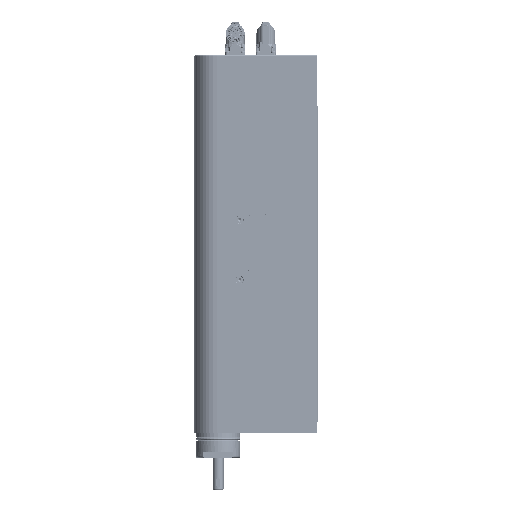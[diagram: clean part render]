
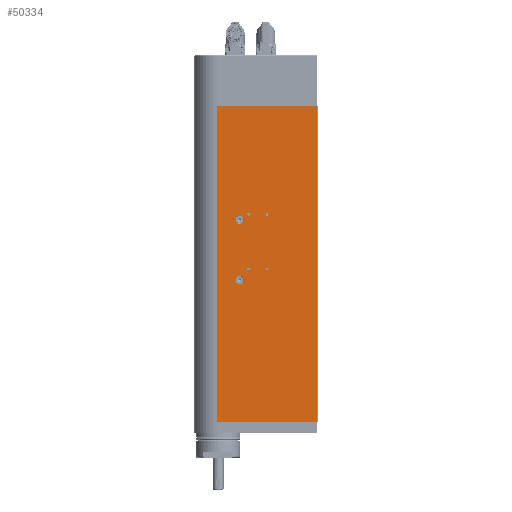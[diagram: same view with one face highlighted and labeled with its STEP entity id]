
A CAD part, front view. The second image highlights one B-rep face of the part: STEP entity #50334.
In plain terms, the highlighted planar face has unit normal (0, -1, 0).
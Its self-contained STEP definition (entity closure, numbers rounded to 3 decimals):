
#2415 = DIRECTION ( 'NONE',  ( 0., 0., -1. ) ) ;
#2587 = DIRECTION ( 'NONE',  ( 0., 0., 1. ) ) ;
#4065 = CARTESIAN_POINT ( 'NONE',  ( -18., -25., 151.6 ) ) ;
#6100 = CIRCLE ( 'NONE', #52307, 1.65 ) ;
#6845 = EDGE_LOOP ( 'NONE', ( #37114, #143992, #136435, #77948 ) ) ;
#11890 = CARTESIAN_POINT ( 'NONE',  ( 67., -25., 0. ) ) ;
#14459 = VECTOR ( 'NONE', #26657, 1000. ) ;
#16309 = DIRECTION ( 'NONE',  ( 0., -1., 0. ) ) ;
#17620 = VERTEX_POINT ( 'NONE', #4065 ) ;
#19927 = EDGE_CURVE ( 'NONE', #110010, #151840, #65549, .T. ) ;
#20017 = CARTESIAN_POINT ( 'NONE',  ( -42.5, -25., 0. ) ) ;
#21537 = LINE ( 'NONE', #159518, #124387 ) ;
#26657 = DIRECTION ( 'NONE',  ( 0., 0., 1. ) ) ;
#29729 = FACE_BOUND ( 'NONE', #176469, .T. ) ;
#30970 = DIRECTION ( 'NONE',  ( 1., 0., 0. ) ) ;
#32868 = CIRCLE ( 'NONE', #156691, 1.65 ) ;
#35649 = VERTEX_POINT ( 'NONE', #143907 ) ;
#36218 = EDGE_CURVE ( 'NONE', #172856, #110634, #120741, .T. ) ;
#36724 = VECTOR ( 'NONE', #30970, 1000. ) ;
#37114 = ORIENTED_EDGE ( 'NONE', *, *, #108033, .T. ) ;
#39234 = DIRECTION ( 'NONE',  ( 0., -1., 0. ) ) ;
#39694 = ORIENTED_EDGE ( 'NONE', *, *, #42352, .F. ) ;
#40716 = ORIENTED_EDGE ( 'NONE', *, *, #154201, .F. ) ;
#41117 = CIRCLE ( 'NONE', #176514, 4.4 ) ;
#42352 = EDGE_CURVE ( 'NONE', #17620, #17620, #76940, .T. ) ;
#45965 = FACE_BOUND ( 'NONE', #161524, .T. ) ;
#50334 = ADVANCED_FACE ( 'NONE', ( #143342, #98326, #154198, #45965, #29729, #84822, #128914 ), #167713, .F. ) ;
#52307 = AXIS2_PLACEMENT_3D ( 'NONE', #141765, #99400, #61526 ) ;
#53203 = ORIENTED_EDGE ( 'NONE', *, *, #144540, .F. ) ;
#53921 = AXIS2_PLACEMENT_3D ( 'NONE', #82096, #78537, #137021 ) ;
#55020 = AXIS2_PLACEMENT_3D ( 'NONE', #99216, #139787, #2587 ) ;
#55263 = DIRECTION ( 'NONE',  ( 0., 0., -1. ) ) ;
#57059 = CIRCLE ( 'NONE', #157768, 1.65 ) ;
#57112 = ORIENTED_EDGE ( 'NONE', *, *, #169478, .F. ) ;
#58821 = CARTESIAN_POINT ( 'NONE',  ( 12., -25., 168. ) ) ;
#61526 = DIRECTION ( 'NONE',  ( 0., 0., -1. ) ) ;
#63101 = DIRECTION ( 'NONE',  ( 0., 0., -1. ) ) ;
#65549 = LINE ( 'NONE', #151139, #14459 ) ;
#65607 = CARTESIAN_POINT ( 'NONE',  ( 12., -25., 226.35 ) ) ;
#68967 = CARTESIAN_POINT ( 'NONE',  ( 67., -25., 347. ) ) ;
#72934 = EDGE_CURVE ( 'NONE', #172856, #151840, #21537, .T. ) ;
#74497 = VECTOR ( 'NONE', #63101, 1000. ) ;
#74747 = EDGE_LOOP ( 'NONE', ( #170332 ) ) ;
#74757 = CARTESIAN_POINT ( 'NONE',  ( 12., -25., 166.35 ) ) ;
#75665 = ORIENTED_EDGE ( 'NONE', *, *, #105724, .F. ) ;
#76940 = CIRCLE ( 'NONE', #122992, 4.4 ) ;
#77948 = ORIENTED_EDGE ( 'NONE', *, *, #36218, .T. ) ;
#78537 = DIRECTION ( 'NONE',  ( 0., -1., 0. ) ) ;
#80246 = EDGE_LOOP ( 'NONE', ( #39694 ) ) ;
#81678 = DIRECTION ( 'NONE',  ( 0., 0., -1. ) ) ;
#82096 = CARTESIAN_POINT ( 'NONE',  ( 12., -25., 228. ) ) ;
#82628 = CIRCLE ( 'NONE', #53921, 1.65 ) ;
#83464 = EDGE_CURVE ( 'NONE', #137833, #137833, #6100, .T. ) ;
#84822 = FACE_BOUND ( 'NONE', #80246, .T. ) ;
#92447 = EDGE_LOOP ( 'NONE', ( #40716 ) ) ;
#98326 = FACE_BOUND ( 'NONE', #177501, .T. ) ;
#99216 = CARTESIAN_POINT ( 'NONE',  ( -67.5, -25., 347. ) ) ;
#99400 = DIRECTION ( 'NONE',  ( 0., -1., 0. ) ) ;
#99560 = LINE ( 'NONE', #154523, #36724 ) ;
#105724 = EDGE_CURVE ( 'NONE', #150305, #150305, #82628, .T. ) ;
#108033 = EDGE_CURVE ( 'NONE', #110634, #110010, #99560, .T. ) ;
#110010 = VERTEX_POINT ( 'NONE', #11890 ) ;
#110634 = VERTEX_POINT ( 'NONE', #20017 ) ;
#111733 = CARTESIAN_POINT ( 'NONE',  ( -18., -25., 217.6 ) ) ;
#119270 = CARTESIAN_POINT ( 'NONE',  ( -8., -25., 228. ) ) ;
#120741 = LINE ( 'NONE', #159512, #74497 ) ;
#121692 = CARTESIAN_POINT ( 'NONE',  ( -8., -25., 166.35 ) ) ;
#121958 = DIRECTION ( 'NONE',  ( 0., 0., -1. ) ) ;
#122992 = AXIS2_PLACEMENT_3D ( 'NONE', #123444, #126100, #2415 ) ;
#123444 = CARTESIAN_POINT ( 'NONE',  ( -18., -25., 156. ) ) ;
#124387 = VECTOR ( 'NONE', #173945, 1000. ) ;
#126100 = DIRECTION ( 'NONE',  ( 0., -1., 0. ) ) ;
#128914 = FACE_OUTER_BOUND ( 'NONE', #6845, .T. ) ;
#136435 = ORIENTED_EDGE ( 'NONE', *, *, #72934, .F. ) ;
#137021 = DIRECTION ( 'NONE',  ( 0., 0., -1. ) ) ;
#137833 = VERTEX_POINT ( 'NONE', #121692 ) ;
#139787 = DIRECTION ( 'NONE',  ( 0., 1., 0. ) ) ;
#141448 = VERTEX_POINT ( 'NONE', #111733 ) ;
#141765 = CARTESIAN_POINT ( 'NONE',  ( -8., -25., 168. ) ) ;
#143342 = FACE_BOUND ( 'NONE', #74747, .T. ) ;
#143907 = CARTESIAN_POINT ( 'NONE',  ( -8., -25., 226.35 ) ) ;
#143992 = ORIENTED_EDGE ( 'NONE', *, *, #19927, .T. ) ;
#144540 = EDGE_CURVE ( 'NONE', #141448, #141448, #41117, .T. ) ;
#146747 = VERTEX_POINT ( 'NONE', #74757 ) ;
#150305 = VERTEX_POINT ( 'NONE', #65607 ) ;
#151139 = CARTESIAN_POINT ( 'NONE',  ( 67., -25., 347. ) ) ;
#151840 = VERTEX_POINT ( 'NONE', #68967 ) ;
#152797 = CARTESIAN_POINT ( 'NONE',  ( -18., -25., 222. ) ) ;
#154198 = FACE_BOUND ( 'NONE', #92447, .T. ) ;
#154201 = EDGE_CURVE ( 'NONE', #146747, #146747, #32868, .T. ) ;
#154523 = CARTESIAN_POINT ( 'NONE',  ( -67.5, -25., 0. ) ) ;
#156691 = AXIS2_PLACEMENT_3D ( 'NONE', #58821, #16309, #55263 ) ;
#157768 = AXIS2_PLACEMENT_3D ( 'NONE', #119270, #162483, #121958 ) ;
#159512 = CARTESIAN_POINT ( 'NONE',  ( -42.5, -25., 347. ) ) ;
#159518 = CARTESIAN_POINT ( 'NONE',  ( -67.5, -25., 347. ) ) ;
#161524 = EDGE_LOOP ( 'NONE', ( #75665 ) ) ;
#162483 = DIRECTION ( 'NONE',  ( 0., -1., 0. ) ) ;
#167713 = PLANE ( 'NONE',  #55020 ) ;
#169478 = EDGE_CURVE ( 'NONE', #35649, #35649, #57059, .T. ) ;
#170332 = ORIENTED_EDGE ( 'NONE', *, *, #83464, .F. ) ;
#172856 = VERTEX_POINT ( 'NONE', #173655 ) ;
#173655 = CARTESIAN_POINT ( 'NONE',  ( -42.5, -25., 347. ) ) ;
#173945 = DIRECTION ( 'NONE',  ( 1., 0., 0. ) ) ;
#176469 = EDGE_LOOP ( 'NONE', ( #53203 ) ) ;
#176514 = AXIS2_PLACEMENT_3D ( 'NONE', #152797, #39234, #81678 ) ;
#177501 = EDGE_LOOP ( 'NONE', ( #57112 ) ) ;
